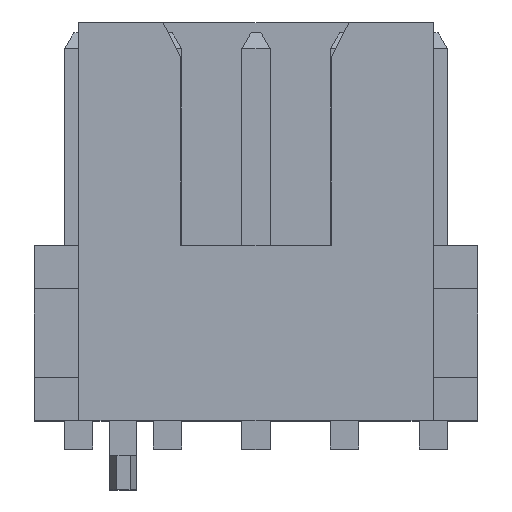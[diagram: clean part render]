
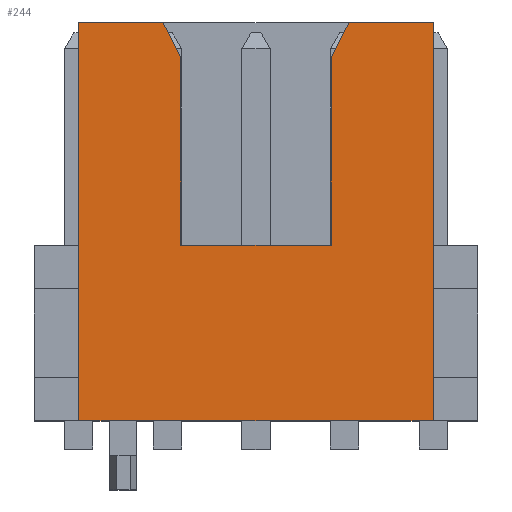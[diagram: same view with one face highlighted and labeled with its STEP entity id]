
A CAD part, top view. The second image highlights one B-rep face of the part: STEP entity #244.
In plain terms, the highlighted planar face has unit normal (0, 0, 1).
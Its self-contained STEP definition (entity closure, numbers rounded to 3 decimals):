
#244=ADVANCED_FACE('',(#658),#659,.T.);
#658=FACE_OUTER_BOUND('',#1253,.T.);
#659=PLANE('',#1254);
#1253=EDGE_LOOP('',(#1935,#1936,#1937,#1938,#1939,#1940,#1941,#1942,#1943,#1944,#1945,#1946,#1947,#1948,#1949,#1950,#1951,#1952));
#1254=AXIS2_PLACEMENT_3D('',#1953,#1954,#1955);
#1935=ORIENTED_EDGE('',*,*,#3563,.T.);
#1936=ORIENTED_EDGE('',*,*,#3589,.F.);
#1937=ORIENTED_EDGE('',*,*,#3559,.T.);
#1938=ORIENTED_EDGE('',*,*,#3612,.F.);
#1939=ORIENTED_EDGE('',*,*,#3613,.T.);
#1940=ORIENTED_EDGE('',*,*,#3614,.F.);
#1941=ORIENTED_EDGE('',*,*,#3615,.T.);
#1942=ORIENTED_EDGE('',*,*,#3616,.F.);
#1943=ORIENTED_EDGE('',*,*,#3617,.T.);
#1944=ORIENTED_EDGE('',*,*,#3618,.F.);
#1945=ORIENTED_EDGE('',*,*,#3619,.T.);
#1946=ORIENTED_EDGE('',*,*,#3620,.F.);
#1947=ORIENTED_EDGE('',*,*,#3546,.T.);
#1948=ORIENTED_EDGE('',*,*,#3587,.F.);
#1949=ORIENTED_EDGE('',*,*,#3568,.T.);
#1950=ORIENTED_EDGE('',*,*,#3573,.T.);
#1951=ORIENTED_EDGE('',*,*,#3621,.T.);
#1952=ORIENTED_EDGE('',*,*,#3577,.T.);
#1953=CARTESIAN_POINT('',(0.635,2.858,2.54));
#1954=DIRECTION('',(0.,0.0,1.0));
#1955=DIRECTION('',(0.0,-1.0,0.0));
#3546=EDGE_CURVE('',#4242,#4240,#4243,.T.);
#3559=EDGE_CURVE('',#4267,#4265,#4268,.T.);
#3563=EDGE_CURVE('',#4273,#4274,#4275,.T.);
#3568=EDGE_CURVE('',#4282,#4283,#4284,.T.);
#3573=EDGE_CURVE('',#4283,#4291,#4292,.T.);
#3577=EDGE_CURVE('',#4297,#4273,#4298,.T.);
#3587=EDGE_CURVE('',#4282,#4240,#4309,.T.);
#3589=EDGE_CURVE('',#4267,#4274,#4311,.T.);
#3612=EDGE_CURVE('',#4350,#4265,#4351,.T.);
#3613=EDGE_CURVE('',#4350,#4352,#4353,.T.);
#3614=EDGE_CURVE('',#4354,#4352,#4355,.T.);
#3615=EDGE_CURVE('',#4354,#4356,#4357,.T.);
#3616=EDGE_CURVE('',#4358,#4356,#4359,.T.);
#3617=EDGE_CURVE('',#4358,#4360,#4361,.T.);
#3618=EDGE_CURVE('',#4362,#4360,#4363,.T.);
#3619=EDGE_CURVE('',#4362,#4364,#4365,.T.);
#3620=EDGE_CURVE('',#4242,#4364,#4366,.T.);
#3621=EDGE_CURVE('',#4291,#4297,#4367,.T.);
#4240=VERTEX_POINT('',#5314);
#4242=VERTEX_POINT('',#5317);
#4243=LINE('',#5318,#5319);
#4265=VERTEX_POINT('',#5351);
#4267=VERTEX_POINT('',#5354);
#4268=LINE('',#5355,#5356);
#4273=VERTEX_POINT('',#5363);
#4274=VERTEX_POINT('',#5364);
#4275=LINE('',#5365,#5366);
#4282=VERTEX_POINT('',#5376);
#4283=VERTEX_POINT('',#5377);
#4284=LINE('',#5378,#5379);
#4291=VERTEX_POINT('',#5389);
#4292=LINE('',#5390,#5391);
#4297=VERTEX_POINT('',#5398);
#4298=LINE('',#5399,#5400);
#4309=LINE('',#5417,#5418);
#4311=LINE('',#5420,#5421);
#4350=VERTEX_POINT('',#5478);
#4351=LINE('',#5479,#5480);
#4352=VERTEX_POINT('',#5481);
#4353=LINE('',#5482,#5483);
#4354=VERTEX_POINT('',#5484);
#4355=LINE('',#5485,#5486);
#4356=VERTEX_POINT('',#5487);
#4357=LINE('',#5488,#5489);
#4358=VERTEX_POINT('',#5490);
#4359=LINE('',#5491,#5492);
#4360=VERTEX_POINT('',#5493);
#4361=LINE('',#5494,#5495);
#4362=VERTEX_POINT('',#5496);
#4363=LINE('',#5497,#5498);
#4364=VERTEX_POINT('',#5499);
#4365=LINE('',#5500,#5501);
#4366=LINE('',#5502,#5503);
#4367=LINE('',#5504,#5505);
#5314=CARTESIAN_POINT('',(5.715,5.715,2.54));
#5317=CARTESIAN_POINT('',(5.715,0.0,2.54));
#5318=CARTESIAN_POINT('',(5.715,5.715,2.54));
#5319=VECTOR('',#6747,1.0);
#5351=CARTESIAN_POINT('',(0.635,0.0,2.54));
#5354=CARTESIAN_POINT('',(0.635,5.715,2.54));
#5355=CARTESIAN_POINT('',(0.635,5.715,2.54));
#5356=VECTOR('',#6759,1.0);
#5363=CARTESIAN_POINT('',(2.096,5.207,2.54));
#5364=CARTESIAN_POINT('',(1.842,5.715,2.54));
#5365=CARTESIAN_POINT('',(2.356,4.686,2.54));
#5366=VECTOR('',#6762,1.0);
#5376=CARTESIAN_POINT('',(4.509,5.715,2.54));
#5377=CARTESIAN_POINT('',(4.255,5.207,2.54));
#5378=CARTESIAN_POINT('',(3.486,3.67,2.54));
#5379=VECTOR('',#6766,1.0);
#5389=CARTESIAN_POINT('',(4.255,2.515,2.54));
#5390=CARTESIAN_POINT('',(4.255,3.359,2.54));
#5391=VECTOR('',#6770,1.0);
#5398=CARTESIAN_POINT('',(2.096,2.515,2.54));
#5399=CARTESIAN_POINT('',(2.096,3.359,2.54));
#5400=VECTOR('',#6773,1.0);
#5417=CARTESIAN_POINT('',(0.635,5.715,2.54));
#5418=VECTOR('',#6780,1.0);
#5420=CARTESIAN_POINT('',(0.635,5.715,2.54));
#5421=VECTOR('',#6781,1.0);
#5478=CARTESIAN_POINT('',(0.838,0.0,2.54));
#5479=CARTESIAN_POINT('',(0.533,0.0,2.54));
#5480=VECTOR('',#6800,1.0);
#5481=CARTESIAN_POINT('',(1.702,0.0,2.54));
#5482=CARTESIAN_POINT('',(0.635,0.0,2.54));
#5483=VECTOR('',#6801,1.0);
#5484=CARTESIAN_POINT('',(2.108,0.0,2.54));
#5485=CARTESIAN_POINT('',(1.168,0.0,2.54));
#5486=VECTOR('',#6802,1.0);
#5487=CARTESIAN_POINT('',(2.972,0.0,2.54));
#5488=CARTESIAN_POINT('',(0.635,0.0,2.54));
#5489=VECTOR('',#6803,1.0);
#5490=CARTESIAN_POINT('',(3.378,0.0,2.54));
#5491=CARTESIAN_POINT('',(1.803,0.0,2.54));
#5492=VECTOR('',#6804,1.0);
#5493=CARTESIAN_POINT('',(4.242,0.0,2.54));
#5494=CARTESIAN_POINT('',(0.635,0.0,2.54));
#5495=VECTOR('',#6805,1.0);
#5496=CARTESIAN_POINT('',(4.648,0.0,2.54));
#5497=CARTESIAN_POINT('',(2.438,0.0,2.54));
#5498=VECTOR('',#6806,1.0);
#5499=CARTESIAN_POINT('',(5.512,0.0,2.54));
#5500=CARTESIAN_POINT('',(0.635,0.0,2.54));
#5501=VECTOR('',#6807,1.0);
#5502=CARTESIAN_POINT('',(3.073,0.0,2.54));
#5503=VECTOR('',#6808,1.0);
#5504=CARTESIAN_POINT('',(1.905,2.515,2.54));
#5505=VECTOR('',#6809,1.0);
#6747=DIRECTION('',(0.0,1.0,0.0));
#6759=DIRECTION('',(0.0,-1.0,0.0));
#6762=DIRECTION('',(-0.447,0.894,0.));
#6766=DIRECTION('',(-0.447,-0.894,0.));
#6770=DIRECTION('',(0.0,-1.0,0.0));
#6773=DIRECTION('',(0.0,1.0,0.0));
#6780=DIRECTION('',(1.0,0.0,0.));
#6781=DIRECTION('',(1.0,0.0,0.));
#6800=DIRECTION('',(-1.0,0.0,0.));
#6801=DIRECTION('',(1.0,0.0,0.));
#6802=DIRECTION('',(-1.0,0.0,0.));
#6803=DIRECTION('',(1.0,0.0,0.));
#6804=DIRECTION('',(-1.0,0.0,0.));
#6805=DIRECTION('',(1.0,0.0,0.));
#6806=DIRECTION('',(-1.0,0.0,0.));
#6807=DIRECTION('',(1.0,0.0,0.));
#6808=DIRECTION('',(-1.0,0.0,0.));
#6809=DIRECTION('',(-1.0,-0.0,0.));
